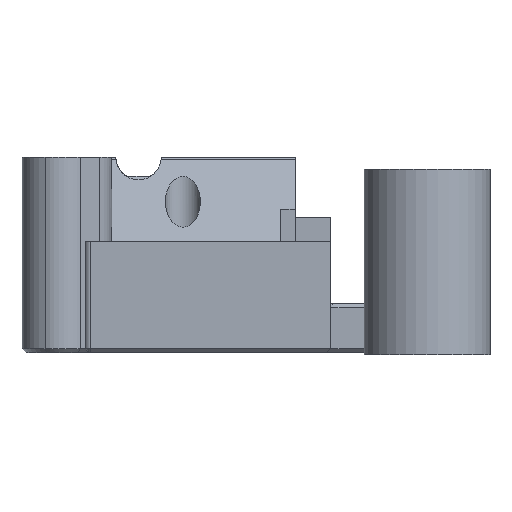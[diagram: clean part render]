
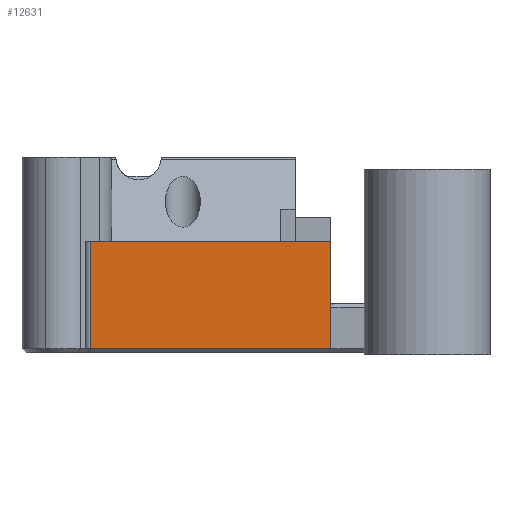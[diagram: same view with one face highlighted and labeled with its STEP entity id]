
A CAD part, front view. The second image highlights one B-rep face of the part: STEP entity #12631.
In plain terms, the highlighted planar face has unit normal (0, -1, 0).
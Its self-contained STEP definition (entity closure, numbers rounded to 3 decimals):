
#947=PLANE('',#13576);
#1470=FACE_OUTER_BOUND('',#2232,.T.);
#2232=EDGE_LOOP('',(#10543,#10544,#10545,#10546));
#3338=LINE('',#20043,#4532);
#3398=LINE('',#20220,#4592);
#3399=LINE('',#20224,#4593);
#3400=LINE('',#20225,#4594);
#4532=VECTOR('',#15781,10.);
#4592=VECTOR('',#15959,10.);
#4593=VECTOR('',#15964,10.);
#4594=VECTOR('',#15965,10.);
#5987=VERTEX_POINT('',#20032);
#5990=VERTEX_POINT('',#20042);
#6040=VERTEX_POINT('',#20219);
#6041=VERTEX_POINT('',#20223);
#7530=EDGE_CURVE('',#5987,#5990,#3338,.T.);
#7615=EDGE_CURVE('',#5990,#6040,#3398,.T.);
#7617=EDGE_CURVE('',#5987,#6041,#3399,.T.);
#7618=EDGE_CURVE('',#6040,#6041,#3400,.T.);
#10543=ORIENTED_EDGE('',*,*,#7530,.F.);
#10544=ORIENTED_EDGE('',*,*,#7617,.T.);
#10545=ORIENTED_EDGE('',*,*,#7618,.F.);
#10546=ORIENTED_EDGE('',*,*,#7615,.F.);
#12631=ADVANCED_FACE('',(#1470),#947,.T.);
#13576=AXIS2_PLACEMENT_3D('',#20222,#15962,#15963);
#15781=DIRECTION('',(-1.,0.,0.));
#15959=DIRECTION('',(0.,0.,1.));
#15962=DIRECTION('center_axis',(0.,-1.,0.));
#15963=DIRECTION('ref_axis',(0.,0.,-1.));
#15964=DIRECTION('',(0.,0.,1.));
#15965=DIRECTION('',(1.,0.,0.));
#20032=CARTESIAN_POINT('',(18.65,-76.,-4.605));
#20042=CARTESIAN_POINT('',(-4.686,-76.,-4.605));
#20043=CARTESIAN_POINT('',(0.,-76.,-4.605));
#20219=CARTESIAN_POINT('',(-4.686,-76.,5.825));
#20220=CARTESIAN_POINT('',(-4.686,-76.,16.495));
#20222=CARTESIAN_POINT('Origin',(0.,-76.,18.995));
#20223=CARTESIAN_POINT('',(18.65,-76.,5.825));
#20224=CARTESIAN_POINT('',(18.65,-76.,4.904));
#20225=CARTESIAN_POINT('',(13.95,-76.,5.825));
